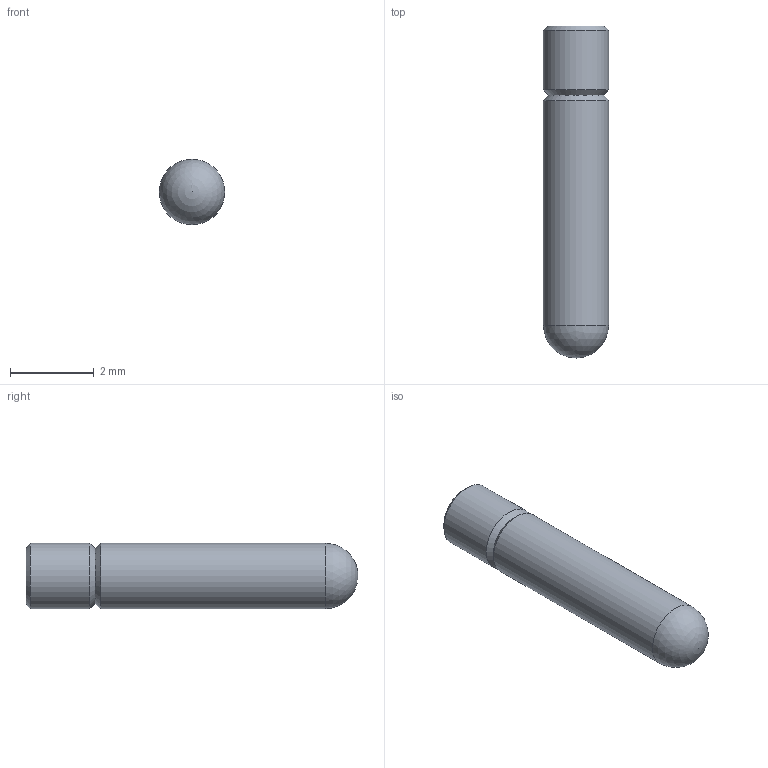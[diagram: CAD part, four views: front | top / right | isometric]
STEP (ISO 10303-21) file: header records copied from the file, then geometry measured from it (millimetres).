
FILE_DESCRIPTION(/* description */ (''),/* implementation_level */ '2;1');
FILE_NAME(/* name */ '.0615 DIA PIN v4.step',/* time_stamp */ '2023-04-11T12:09:02-04:00',/* author */ (''),/* organization */ (''),/* preprocessor_version */ 'ST-DEVELOPER v19.2',/* originating_system */ 'Autodesk Translation Framework v12.4.0.73',/* authorisation */ '');
FILE_SCHEMA (('AUTOMOTIVE_DESIGN { 1 0 10303 214 3 1 1 }'));
Length unit declared in the file: inch
Products named in the file (1): .0615 DIA PIN
Bounding box: 1.56 x 7.93 x 1.56 mm (x, y, z)
Volume: 14.6 mm3; surface area: 40.9 mm2
Topology: 1 solids, 1 shells, 7 faces, 15 edges, 9 vertices
Faces by surface type: cone 3, cylinder 2, plane 1, sphere 1
Full cylindrical faces by diameter (mm): 1.562 x2
Entity records: 224 total; most frequent: DIRECTION 39, CARTESIAN_POINT 31, ORIENTED_EDGE 28, AXIS2_PLACEMENT_3D 17, EDGE_CURVE 14, CIRCLE 9, VERTEX_POINT 9, FACE_OUTER_BOUND 7
